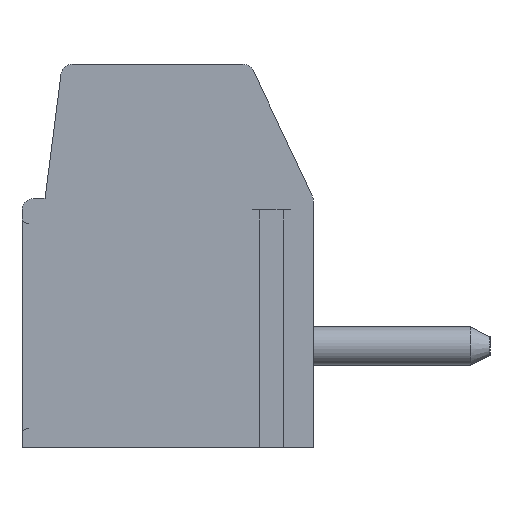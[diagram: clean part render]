
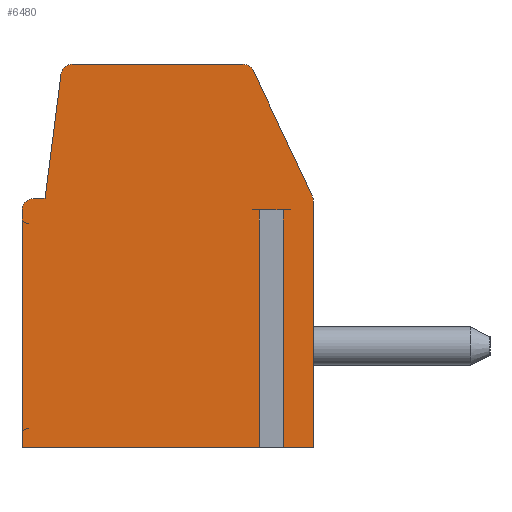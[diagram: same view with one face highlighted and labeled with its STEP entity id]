
A CAD part, left-side view. The second image highlights one B-rep face of the part: STEP entity #6480.
In plain terms, the highlighted planar face has unit normal (-1, 0, 0).
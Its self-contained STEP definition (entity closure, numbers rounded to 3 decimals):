
#275 = AXIS2_PLACEMENT_3D ( 'NONE', #9582, #7959, #6902 ) ;
#361 = CARTESIAN_POINT ( 'NONE',  ( -5., 0.94, 6.2 ) ) ;
#363 = DIRECTION ( 'NONE',  ( -1., 0., 0. ) ) ;
#617 = CARTESIAN_POINT ( 'NONE',  ( -5., 0.94, 0. ) ) ;
#628 = ORIENTED_EDGE ( 'NONE', *, *, #4833, .T. ) ;
#725 = CARTESIAN_POINT ( 'NONE',  ( -5., 0.15, 6.7 ) ) ;
#753 = CARTESIAN_POINT ( 'NONE',  ( -5., 6.65, 10. ) ) ;
#946 = VECTOR ( 'NONE', #10208, 1000. ) ;
#1015 = ORIENTED_EDGE ( 'NONE', *, *, #10982, .F. ) ;
#1064 = AXIS2_PLACEMENT_3D ( 'NONE', #2004, #363, #3743 ) ;
#1157 = AXIS2_PLACEMENT_3D ( 'NONE', #6588, #8994, #10729 ) ;
#1169 = ORIENTED_EDGE ( 'NONE', *, *, #6512, .F. ) ;
#1194 = ORIENTED_EDGE ( 'NONE', *, *, #10351, .T. ) ;
#1361 = VECTOR ( 'NONE', #3887, 1000. ) ;
#1528 = DIRECTION ( 'NONE',  ( -1., 0., 0. ) ) ;
#1540 = VECTOR ( 'NONE', #10786, 1000. ) ;
#1685 = CARTESIAN_POINT ( 'NONE',  ( -5., 1.8, 10. ) ) ;
#1704 = CARTESIAN_POINT ( 'NONE',  ( -5., 1.56, 6.2 ) ) ;
#1855 = CARTESIAN_POINT ( 'NONE',  ( -5., 0.15, 0. ) ) ;
#2004 = CARTESIAN_POINT ( 'NONE',  ( -5., 0.65, 6.388 ) ) ;
#2040 = VECTOR ( 'NONE', #3433, 1000. ) ;
#2074 = EDGE_CURVE ( 'NONE', #3543, #6662, #10280, .T. ) ;
#2144 = VERTEX_POINT ( 'NONE', #4011 ) ;
#2357 = LINE ( 'NONE', #6697, #1361 ) ;
#2381 = ORIENTED_EDGE ( 'NONE', *, *, #10726, .T. ) ;
#2410 = ORIENTED_EDGE ( 'NONE', *, *, #6377, .F. ) ;
#2567 = VECTOR ( 'NONE', #10713, 1000. ) ;
#2635 = FACE_OUTER_BOUND ( 'NONE', #10276, .T. ) ;
#2708 = CARTESIAN_POINT ( 'NONE',  ( -5., 0., 0. ) ) ;
#3012 = VERTEX_POINT ( 'NONE', #3127 ) ;
#3019 = PLANE ( 'NONE',  #1157 ) ;
#3127 = CARTESIAN_POINT ( 'NONE',  ( -5., 7.15, 6.5 ) ) ;
#3131 = ORIENTED_EDGE ( 'NONE', *, *, #3935, .F. ) ;
#3433 = DIRECTION ( 'NONE',  ( 0., 0., -1. ) ) ;
#3462 = LINE ( 'NONE', #725, #10273 ) ;
#3510 = CARTESIAN_POINT ( 'NONE',  ( -5., 0.15, 6.388 ) ) ;
#3543 = VERTEX_POINT ( 'NONE', #6301 ) ;
#3722 = EDGE_CURVE ( 'NONE', #6912, #3910, #3462, .T. ) ;
#3743 = DIRECTION ( 'NONE',  ( 0., 0., -1. ) ) ;
#3887 = DIRECTION ( 'NONE',  ( 0., -0.128, 0.992 ) ) ;
#3910 = VERTEX_POINT ( 'NONE', #1855 ) ;
#3935 = EDGE_CURVE ( 'NONE', #3910, #7496, #7099, .T. ) ;
#4011 = CARTESIAN_POINT ( 'NONE',  ( -5., 0.198, 6.601 ) ) ;
#4056 = VECTOR ( 'NONE', #9326, 1000. ) ;
#4170 = LINE ( 'NONE', #8709, #5279 ) ;
#4223 = DIRECTION ( 'NONE',  ( 0., 0., 1. ) ) ;
#4629 = CARTESIAN_POINT ( 'NONE',  ( -5., 6.436, 10. ) ) ;
#4833 = EDGE_CURVE ( 'NONE', #8665, #9446, #7854, .T. ) ;
#4838 = CARTESIAN_POINT ( 'NONE',  ( -5., 0.94, 6.2 ) ) ;
#5059 = CARTESIAN_POINT ( 'NONE',  ( -5., 7.75, 0. ) ) ;
#5069 = EDGE_CURVE ( 'NONE', #11348, #3012, #7510, .T. ) ;
#5159 = CIRCLE ( 'NONE', #1064, 0.5 ) ;
#5279 = VECTOR ( 'NONE', #4223, 1000. ) ;
#5441 = VERTEX_POINT ( 'NONE', #361 ) ;
#5485 = VERTEX_POINT ( 'NONE', #6669 ) ;
#5566 = VERTEX_POINT ( 'NONE', #5962 ) ;
#5568 = EDGE_CURVE ( 'NONE', #8059, #5485, #9176, .T. ) ;
#5792 = EDGE_CURVE ( 'NONE', #8059, #2144, #8905, .T. ) ;
#5828 = LINE ( 'NONE', #4838, #6128 ) ;
#5854 = CIRCLE ( 'NONE', #275, 0.3 ) ;
#5910 = VERTEX_POINT ( 'NONE', #9084 ) ;
#5962 = CARTESIAN_POINT ( 'NONE',  ( -5., 7.75, 6.2 ) ) ;
#5988 = EDGE_CURVE ( 'NONE', #3012, #9446, #2357, .T. ) ;
#6128 = VECTOR ( 'NONE', #8457, 1000. ) ;
#6223 = CARTESIAN_POINT ( 'NONE',  ( -5., 7.45, 6.5 ) ) ;
#6301 = CARTESIAN_POINT ( 'NONE',  ( -5., 1.56, 0. ) ) ;
#6377 = EDGE_CURVE ( 'NONE', #6662, #5566, #4170, .T. ) ;
#6480 = ADVANCED_FACE ( 'NONE', ( #2635 ), #3019, .F. ) ;
#6512 = EDGE_CURVE ( 'NONE', #5441, #5910, #11001, .T. ) ;
#6547 = AXIS2_PLACEMENT_3D ( 'NONE', #9272, #8509, #11287 ) ;
#6588 = CARTESIAN_POINT ( 'NONE',  ( -5., 4.9, 3.275 ) ) ;
#6662 = VERTEX_POINT ( 'NONE', #5059 ) ;
#6669 = CARTESIAN_POINT ( 'NONE',  ( -5., 1.99, 10. ) ) ;
#6697 = CARTESIAN_POINT ( 'NONE',  ( -5., 7.15, 6.5 ) ) ;
#6822 = CARTESIAN_POINT ( 'NONE',  ( -5., 0., 0. ) ) ;
#6902 = DIRECTION ( 'NONE',  ( 0., 0., -1. ) ) ;
#6912 = VERTEX_POINT ( 'NONE', #3510 ) ;
#7071 = LINE ( 'NONE', #753, #2567 ) ;
#7099 = LINE ( 'NONE', #2708, #7660 ) ;
#7205 = CARTESIAN_POINT ( 'NONE',  ( -5., 0.94, 6.2 ) ) ;
#7331 = VECTOR ( 'NONE', #10467, 1000. ) ;
#7398 = CARTESIAN_POINT ( 'NONE',  ( -5., 7.75, 6.5 ) ) ;
#7496 = VERTEX_POINT ( 'NONE', #617 ) ;
#7510 = LINE ( 'NONE', #7398, #946 ) ;
#7660 = VECTOR ( 'NONE', #8837, 1000. ) ;
#7668 = ORIENTED_EDGE ( 'NONE', *, *, #2074, .F. ) ;
#7854 = CIRCLE ( 'NONE', #6547, 0.3 ) ;
#7959 = DIRECTION ( 'NONE',  ( -1., 0., 0. ) ) ;
#8059 = VERTEX_POINT ( 'NONE', #8132 ) ;
#8132 = CARTESIAN_POINT ( 'NONE',  ( -5., 1.719, 9.828 ) ) ;
#8148 = EDGE_CURVE ( 'NONE', #11348, #5566, #5854, .T. ) ;
#8457 = DIRECTION ( 'NONE',  ( 0., 0., -1. ) ) ;
#8509 = DIRECTION ( 'NONE',  ( -1., 0., 0. ) ) ;
#8619 = ORIENTED_EDGE ( 'NONE', *, *, #11034, .F. ) ;
#8639 = DIRECTION ( 'NONE',  ( 0., 0., -1. ) ) ;
#8665 = VERTEX_POINT ( 'NONE', #4629 ) ;
#8709 = CARTESIAN_POINT ( 'NONE',  ( -5., 7.75, 0. ) ) ;
#8837 = DIRECTION ( 'NONE',  ( 0., 1., 0. ) ) ;
#8905 = LINE ( 'NONE', #1685, #7331 ) ;
#8994 = DIRECTION ( 'NONE',  ( 1., 0., 0. ) ) ;
#9084 = CARTESIAN_POINT ( 'NONE',  ( -5., 1.56, 6.2 ) ) ;
#9172 = ORIENTED_EDGE ( 'NONE', *, *, #8148, .T. ) ;
#9176 = CIRCLE ( 'NONE', #11434, 0.3 ) ;
#9243 = ORIENTED_EDGE ( 'NONE', *, *, #3722, .F. ) ;
#9272 = CARTESIAN_POINT ( 'NONE',  ( -5., 6.436, 9.7 ) ) ;
#9326 = DIRECTION ( 'NONE',  ( 0., 1., 0. ) ) ;
#9446 = VERTEX_POINT ( 'NONE', #9919 ) ;
#9457 = ORIENTED_EDGE ( 'NONE', *, *, #5568, .T. ) ;
#9522 = CARTESIAN_POINT ( 'NONE',  ( -5., 1.99, 9.7 ) ) ;
#9582 = CARTESIAN_POINT ( 'NONE',  ( -5., 7.45, 6.2 ) ) ;
#9919 = CARTESIAN_POINT ( 'NONE',  ( -5., 6.734, 9.738 ) ) ;
#10208 = DIRECTION ( 'NONE',  ( 0., -1., 0. ) ) ;
#10273 = VECTOR ( 'NONE', #11277, 1000. ) ;
#10276 = EDGE_LOOP ( 'NONE', ( #1169, #1194, #3131, #9243, #2381, #10943, #9457, #8619, #628, #10806, #11048, #9172, #2410, #7668, #1015 ) ) ;
#10280 = LINE ( 'NONE', #6822, #4056 ) ;
#10351 = EDGE_CURVE ( 'NONE', #5441, #7496, #5828, .T. ) ;
#10467 = DIRECTION ( 'NONE',  ( 0., -0.426, -0.905 ) ) ;
#10713 = DIRECTION ( 'NONE',  ( 0., -1., 0. ) ) ;
#10726 = EDGE_CURVE ( 'NONE', #6912, #2144, #5159, .T. ) ;
#10729 = DIRECTION ( 'NONE',  ( 0., 0., -1. ) ) ;
#10786 = DIRECTION ( 'NONE',  ( 0., 1., 0. ) ) ;
#10806 = ORIENTED_EDGE ( 'NONE', *, *, #5988, .F. ) ;
#10943 = ORIENTED_EDGE ( 'NONE', *, *, #5792, .F. ) ;
#10982 = EDGE_CURVE ( 'NONE', #5910, #3543, #11525, .T. ) ;
#11001 = LINE ( 'NONE', #7205, #1540 ) ;
#11034 = EDGE_CURVE ( 'NONE', #8665, #5485, #7071, .T. ) ;
#11048 = ORIENTED_EDGE ( 'NONE', *, *, #5069, .F. ) ;
#11277 = DIRECTION ( 'NONE',  ( 0., 0., -1. ) ) ;
#11287 = DIRECTION ( 'NONE',  ( 0., 0., -1. ) ) ;
#11348 = VERTEX_POINT ( 'NONE', #6223 ) ;
#11434 = AXIS2_PLACEMENT_3D ( 'NONE', #9522, #1528, #8639 ) ;
#11525 = LINE ( 'NONE', #1704, #2040 ) ;
